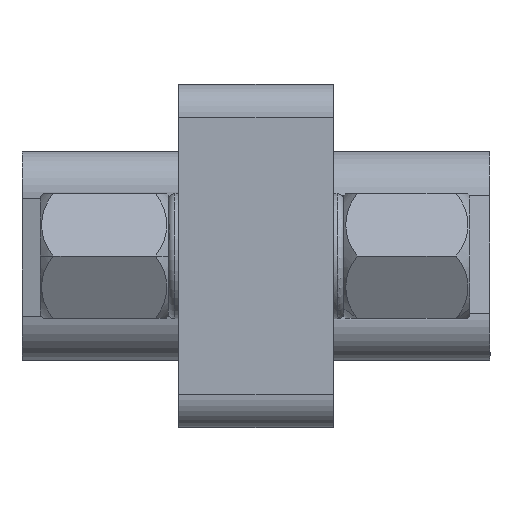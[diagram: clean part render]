
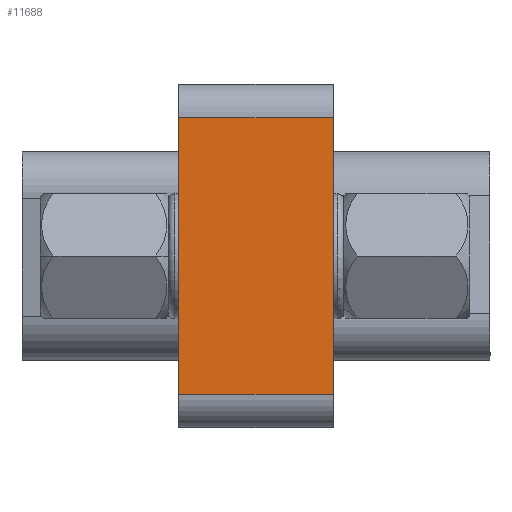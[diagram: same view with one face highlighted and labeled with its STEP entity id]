
A CAD part, left-side view. The second image highlights one B-rep face of the part: STEP entity #11688.
In plain terms, the highlighted planar face has unit normal (-1, 0, 0).
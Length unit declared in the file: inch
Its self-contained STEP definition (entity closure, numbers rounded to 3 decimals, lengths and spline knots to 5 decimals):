
#2851 = DIRECTION ( 'NONE',  ( 0., 0., 1. ) ) ;
#2852 = VECTOR ( 'NONE', #2851, 39.37008 ) ;
#2853 = CARTESIAN_POINT ( 'NONE',  ( -0.775, 0.115, 0.255 ) ) ;
#2854 = LINE ( 'NONE', #2853, #2852 ) ;
#3329 = CARTESIAN_POINT ( 'NONE',  ( -0.775, 0.115, -0.205 ) ) ;
#3330 = CARTESIAN_POINT ( 'NONE',  ( -0.775, 0.115, 0.205 ) ) ;
#4942 = DIRECTION ( 'NONE',  ( 0., 0., 1. ) ) ;
#4943 = VECTOR ( 'NONE', #4942, 39.37008 ) ;
#4944 = CARTESIAN_POINT ( 'NONE',  ( -0.775, -0.115, 0.255 ) ) ;
#4945 = LINE ( 'NONE', #4944, #4943 ) ;
#5040 = DIRECTION ( 'NONE',  ( 0., -1., 0. ) ) ;
#5041 = VECTOR ( 'NONE', #5040, 39.37008 ) ;
#5042 = CARTESIAN_POINT ( 'NONE',  ( -0.775, 0.115, -0.205 ) ) ;
#5043 = LINE ( 'NONE', #5042, #5041 ) ;
#5044 = DIRECTION ( 'NONE',  ( 0., 1., 0. ) ) ;
#5045 = VECTOR ( 'NONE', #5044, 39.37008 ) ;
#5046 = CARTESIAN_POINT ( 'NONE',  ( -0.775, 0.115, 0.205 ) ) ;
#5047 = LINE ( 'NONE', #5046, #5045 ) ;
#5069 = CARTESIAN_POINT ( 'NONE',  ( -0.775, -0.115, 0.205 ) ) ;
#5070 = CARTESIAN_POINT ( 'NONE',  ( -0.775, -0.115, -0.205 ) ) ;
#5309 = DIRECTION ( 'NONE',  ( 0., 0., -1. ) ) ;
#5310 = DIRECTION ( 'NONE',  ( 1., 0., 0. ) ) ;
#5311 = CARTESIAN_POINT ( 'NONE',  ( -0.775, 0.115, 0.255 ) ) ;
#5312 = AXIS2_PLACEMENT_3D ( 'NONE', #5311, #5310, #5309 ) ;
#5313 = PLANE ( 'NONE',  #5312 ) ;
#5314 = FACE_OUTER_BOUND ( 'NONE', #11689, .T. ) ;
#10843 = EDGE_CURVE ( 'NONE', #10966, #10961, #2854, .T. ) ;
#10961 = VERTEX_POINT ( 'NONE', #3330 ) ;
#10966 = VERTEX_POINT ( 'NONE', #3329 ) ;
#11549 = ORIENTED_EDGE ( 'NONE', *, *, #11550, .T. ) ;
#11550 = EDGE_CURVE ( 'NONE', #11551, #11552, #4945, .T. ) ;
#11551 = VERTEX_POINT ( 'NONE', #5070 ) ;
#11552 = VERTEX_POINT ( 'NONE', #5069 ) ;
#11567 = ORIENTED_EDGE ( 'NONE', *, *, #11568, .T. ) ;
#11568 = EDGE_CURVE ( 'NONE', #11552, #10961, #5047, .T. ) ;
#11569 = ORIENTED_EDGE ( 'NONE', *, *, #10843, .F. ) ;
#11570 = ORIENTED_EDGE ( 'NONE', *, *, #11571, .T. ) ;
#11571 = EDGE_CURVE ( 'NONE', #10966, #11551, #5043, .T. ) ;
#11688 = ADVANCED_FACE ( 'NONE', ( #5314 ), #5313, .F. ) ;
#11689 = EDGE_LOOP ( 'NONE', ( #11549, #11567, #11569, #11570 ) ) ;
